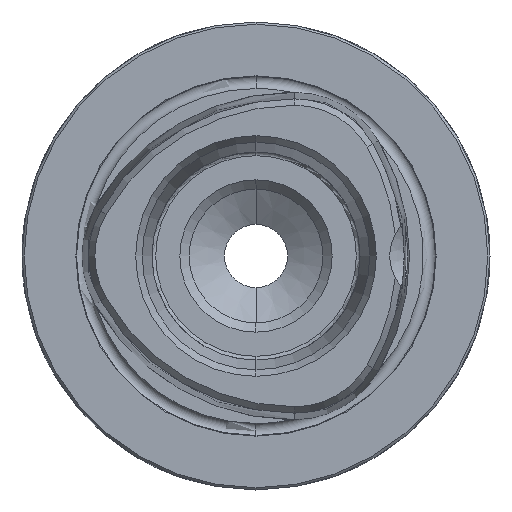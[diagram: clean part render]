
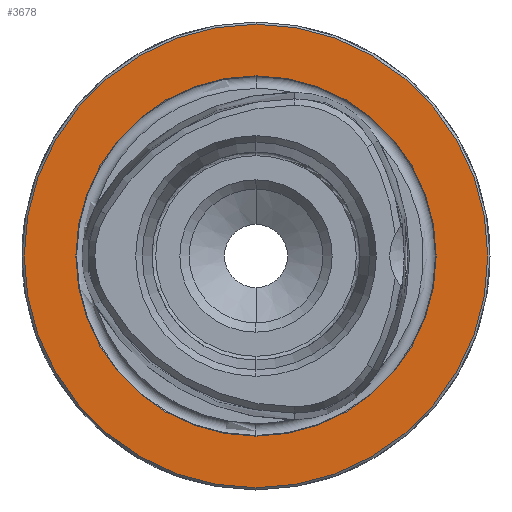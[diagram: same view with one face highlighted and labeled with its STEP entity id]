
A CAD part, left-side view. The second image highlights one B-rep face of the part: STEP entity #3678.
In plain terms, the highlighted planar face has unit normal (-1, 0, 0).
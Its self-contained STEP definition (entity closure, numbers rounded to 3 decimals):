
#458 = FACE_OUTER_BOUND ( 'NONE', #2637, .T. ) ;
#508 = ORIENTED_EDGE ( 'NONE', *, *, #2199, .F. ) ;
#543 = DIRECTION ( 'NONE',  ( -1., 0., 0. ) ) ;
#666 = CIRCLE ( 'NONE', #1286, 31.2 ) ;
#823 = DIRECTION ( 'NONE',  ( -1., 0., 0. ) ) ;
#826 = DIRECTION ( 'NONE',  ( 0., 0., -1. ) ) ;
#861 = CARTESIAN_POINT ( 'NONE',  ( 0., 0., 0. ) ) ;
#1043 = EDGE_CURVE ( 'NONE', #1797, #4168, #666, .T. ) ;
#1286 = AXIS2_PLACEMENT_3D ( 'NONE', #2701, #823, #3179 ) ;
#1319 = CARTESIAN_POINT ( 'NONE',  ( 0., 0., 31.2 ) ) ;
#1377 = EDGE_LOOP ( 'NONE', ( #1835, #508 ) ) ;
#1503 = DIRECTION ( 'NONE',  ( 1., 0., 0. ) ) ;
#1570 = CARTESIAN_POINT ( 'NONE',  ( 0., 0., -31.2 ) ) ;
#1739 = AXIS2_PLACEMENT_3D ( 'NONE', #3741, #1503, #826 ) ;
#1797 = VERTEX_POINT ( 'NONE', #1570 ) ;
#1835 = ORIENTED_EDGE ( 'NONE', *, *, #4807, .F. ) ;
#2018 = ORIENTED_EDGE ( 'NONE', *, *, #1043, .T. ) ;
#2133 = CARTESIAN_POINT ( 'NONE',  ( 0., 0., 24.25 ) ) ;
#2178 = CARTESIAN_POINT ( 'NONE',  ( 0., 0., 0. ) ) ;
#2199 = EDGE_CURVE ( 'NONE', #2362, #2343, #2296, .T. ) ;
#2247 = PLANE ( 'NONE',  #1739 ) ;
#2296 = CIRCLE ( 'NONE', #3399, 24.25 ) ;
#2343 = VERTEX_POINT ( 'NONE', #2133 ) ;
#2347 = DIRECTION ( 'NONE',  ( -1., 0., 0. ) ) ;
#2362 = VERTEX_POINT ( 'NONE', #4392 ) ;
#2369 = AXIS2_PLACEMENT_3D ( 'NONE', #2178, #3673, #3964 ) ;
#2637 = EDGE_LOOP ( 'NONE', ( #2018, #4756 ) ) ;
#2701 = CARTESIAN_POINT ( 'NONE',  ( 0., 0., 0. ) ) ;
#2771 = CARTESIAN_POINT ( 'NONE',  ( 0., 0., 0. ) ) ;
#3179 = DIRECTION ( 'NONE',  ( 0., 0., 1. ) ) ;
#3358 = FACE_BOUND ( 'NONE', #1377, .T. ) ;
#3399 = AXIS2_PLACEMENT_3D ( 'NONE', #2771, #543, #4219 ) ;
#3467 = EDGE_CURVE ( 'NONE', #4168, #1797, #4641, .T. ) ;
#3560 = AXIS2_PLACEMENT_3D ( 'NONE', #861, #2347, #3794 ) ;
#3673 = DIRECTION ( 'NONE',  ( -1., 0., 0. ) ) ;
#3678 = ADVANCED_FACE ( 'NONE', ( #3358, #458 ), #2247, .F. ) ;
#3741 = CARTESIAN_POINT ( 'NONE',  ( 0., 24.25, 0. ) ) ;
#3794 = DIRECTION ( 'NONE',  ( 0., 0., 1. ) ) ;
#3795 = CIRCLE ( 'NONE', #3560, 24.25 ) ;
#3964 = DIRECTION ( 'NONE',  ( 0., 0., 1. ) ) ;
#4168 = VERTEX_POINT ( 'NONE', #1319 ) ;
#4219 = DIRECTION ( 'NONE',  ( 0., 0., 1. ) ) ;
#4392 = CARTESIAN_POINT ( 'NONE',  ( 0., 0., -24.25 ) ) ;
#4641 = CIRCLE ( 'NONE', #2369, 31.2 ) ;
#4756 = ORIENTED_EDGE ( 'NONE', *, *, #3467, .T. ) ;
#4807 = EDGE_CURVE ( 'NONE', #2343, #2362, #3795, .T. ) ;
